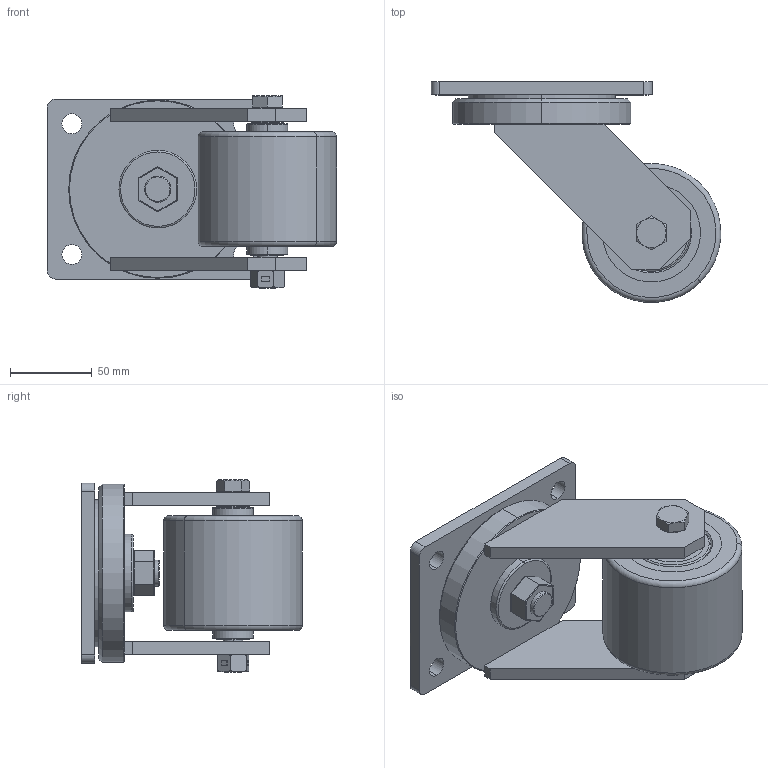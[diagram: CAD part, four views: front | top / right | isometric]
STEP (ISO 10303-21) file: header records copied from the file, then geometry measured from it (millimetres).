
FILE_DESCRIPTION (( 'STEP AP214' ), '1' );
FILE_NAME ('0012680.step', '2021-04-09T08:57:07', ( '' ), ( '' ), 'SwSTEP 2.0', 'SolidWorks 2020', '' );
FILE_SCHEMA (( 'AUTOMOTIVE_DESIGN' ));
Length unit declared in the file: millimetre
Products named in the file (1): 0012680
Bounding box: 176.86 x 134.86 x 117.5 mm (x, y, z)
Volume: 735572.5 mm3; surface area: 178144.2 mm2
Topology: 18 solids, 18 shells, 307 faces, 660 edges, 396 vertices
Faces by surface type: cylinder 108, plane 105, torus 52, cone 42
Entity records: 12086 total; most frequent: CARTESIAN_POINT 1608, DIRECTION 1568, ORIENTED_EDGE 1320, EDGE_CURVE 660, AXIS2_PLACEMENT_3D 648, VERTEX_POINT 396, EDGE_LOOP 358, CIRCLE 340
